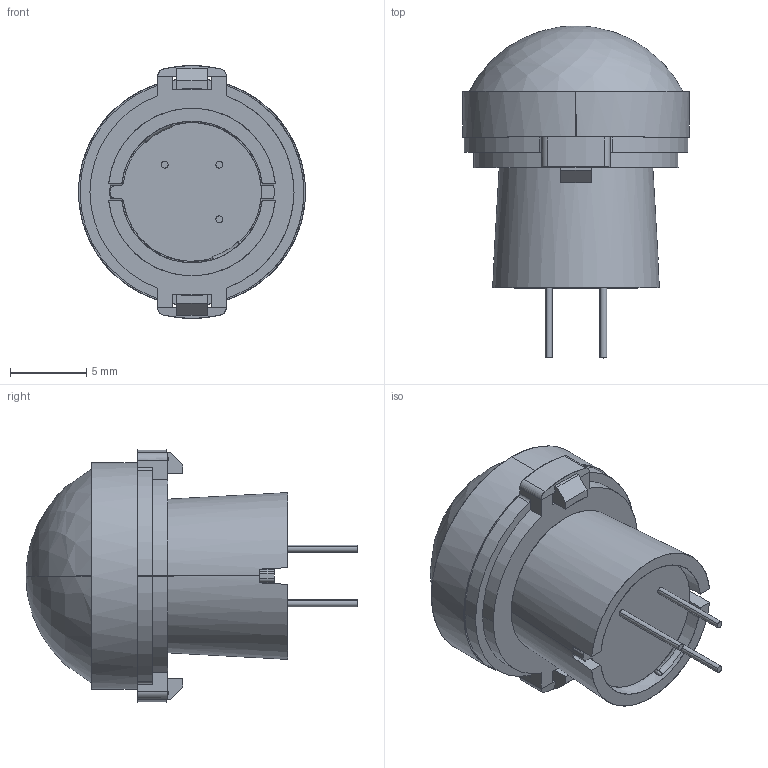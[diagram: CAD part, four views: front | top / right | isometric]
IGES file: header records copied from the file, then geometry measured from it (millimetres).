
Start section: SolidWorks IGES file using analytic representation for surfaces
Global section: file name: PaPIRs standard motion_slight motion lens combine model (Simple model).IGS; native system: SolidWorks 2012; preprocessor: SolidWorks 2012; author: t.sono; date: 170714.165327; units: millimetre
Bounding box: 14.9 x 21.8 x 16.6 mm (x, y, z)
Surface area: 1570.1 mm2 (no closed solid volume)
Topology: 0 solids, 0 shells, 116 faces, 1284 edges, 1283 vertices
Faces by surface type: bspline 64, revolution 52
